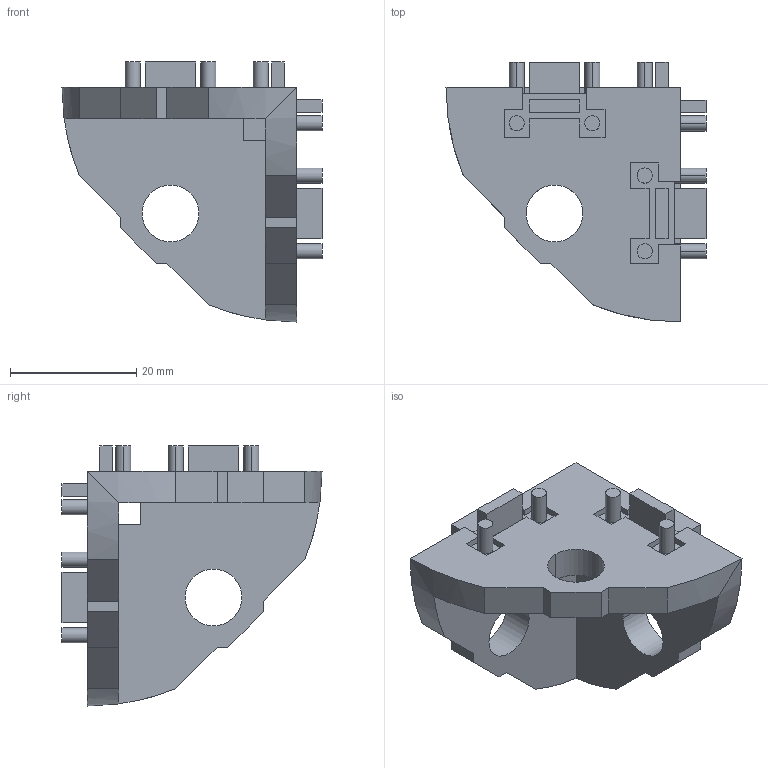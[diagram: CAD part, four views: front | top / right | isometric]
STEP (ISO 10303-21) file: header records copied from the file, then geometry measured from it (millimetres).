
FILE_DESCRIPTION (( 'STEP AP214' ), '1' );
FILE_NAME ('Transept Giltec-RA840.STEP', '2012-09-17T10:34:03', ( 'SysAdmin' ), ( 'SolidWorks' ), 'SwSTEP 2.0', 'SolidWorks 2012', '' );
FILE_SCHEMA (( 'AUTOMOTIVE_DESIGN' ));
Length unit declared in the file: millimetre
Products named in the file (1): Transept Giltec-RA840
Bounding box: 41.2 x 41.2 x 41.2 mm (x, y, z)
Volume: 12025.1 mm3; surface area: 7438.2 mm2
Topology: 1 solids, 1 shells, 170 faces, 447 edges, 296 vertices
Faces by surface type: plane 134, cylinder 36
Entity records: 5245 total; most frequent: CARTESIAN_POINT 923, ORIENTED_EDGE 894, DIRECTION 858, EDGE_CURVE 447, VECTOR 372, LINE 372, VERTEX_POINT 296, AXIS2_PLACEMENT_3D 243
